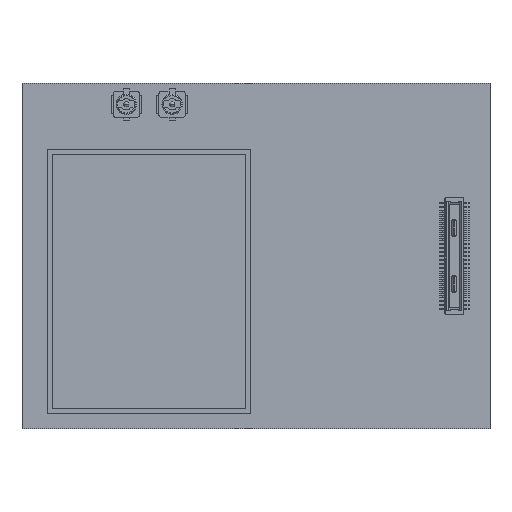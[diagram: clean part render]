
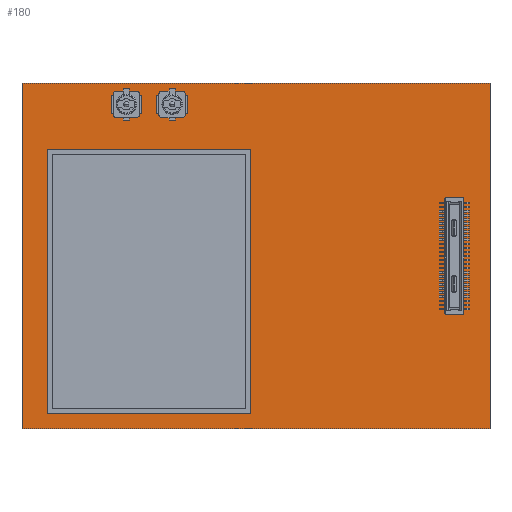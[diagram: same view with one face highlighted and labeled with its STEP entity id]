
A CAD part, top view. The second image highlights one B-rep face of the part: STEP entity #180.
In plain terms, the highlighted planar face has unit normal (0, 0, 1).
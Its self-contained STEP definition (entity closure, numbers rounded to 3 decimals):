
#51 = VERTEX_POINT('',#52);
#52 = CARTESIAN_POINT('',(0.,0.,0.));
#58 = EDGE_CURVE('',#51,#59,#61,.T.);
#59 = VERTEX_POINT('',#60);
#60 = CARTESIAN_POINT('',(46.,0.,0.));
#61 = LINE('',#62,#63);
#62 = CARTESIAN_POINT('',(0.,0.,0.));
#63 = VECTOR('',#64,1.);
#64 = DIRECTION('',(1.,0.,0.));
#89 = EDGE_CURVE('',#59,#90,#92,.T.);
#90 = VERTEX_POINT('',#91);
#91 = CARTESIAN_POINT('',(46.,34.,0.));
#92 = LINE('',#93,#94);
#93 = CARTESIAN_POINT('',(46.,0.,0.));
#94 = VECTOR('',#95,1.);
#95 = DIRECTION('',(0.,1.,0.));
#120 = EDGE_CURVE('',#90,#121,#123,.T.);
#121 = VERTEX_POINT('',#122);
#122 = CARTESIAN_POINT('',(0.,34.,0.));
#123 = LINE('',#124,#125);
#124 = CARTESIAN_POINT('',(46.,34.,0.));
#125 = VECTOR('',#126,1.);
#126 = DIRECTION('',(-1.,0.,0.));
#151 = EDGE_CURVE('',#121,#51,#152,.T.);
#152 = LINE('',#153,#154);
#153 = CARTESIAN_POINT('',(0.,34.,0.));
#154 = VECTOR('',#155,1.);
#155 = DIRECTION('',(0.,-1.,0.));
#180 = ADVANCED_FACE('',(#181),#187,.F.);
#181 = FACE_BOUND('',#182,.T.);
#182 = EDGE_LOOP('',(#183,#184,#185,#186));
#183 = ORIENTED_EDGE('',*,*,#58,.T.);
#184 = ORIENTED_EDGE('',*,*,#89,.T.);
#185 = ORIENTED_EDGE('',*,*,#120,.T.);
#186 = ORIENTED_EDGE('',*,*,#151,.T.);
#187 = PLANE('',#188);
#188 = AXIS2_PLACEMENT_3D('',#189,#190,#191);
#189 = CARTESIAN_POINT('',(0.,0.,0.));
#190 = DIRECTION('',(0.,0.,-1.));
#191 = DIRECTION('',(-1.,0.,0.));
